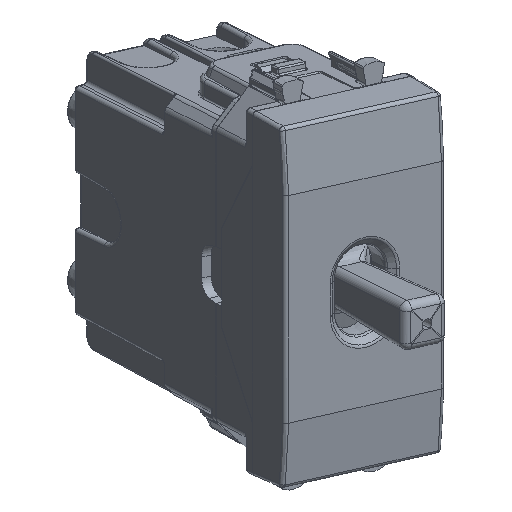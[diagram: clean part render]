
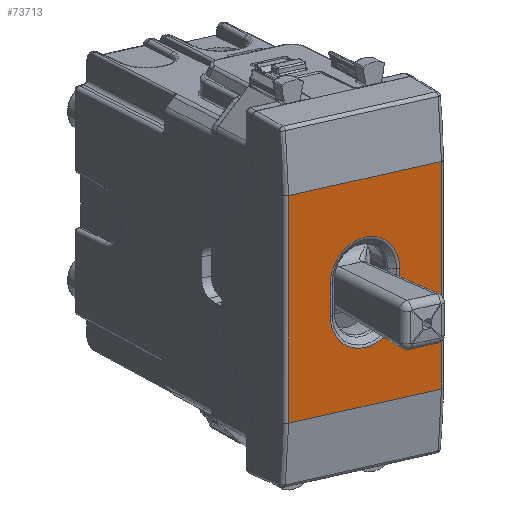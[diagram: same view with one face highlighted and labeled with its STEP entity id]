
A CAD part, top view. The second image highlights one B-rep face of the part: STEP entity #73713.
In plain terms, the highlighted face is planar.
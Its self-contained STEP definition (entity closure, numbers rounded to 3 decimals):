
#72274=CARTESIAN_POINT('Line Origine',(0.,13.989,13.25)) ;
#72278=CARTESIAN_POINT('Vertex',(-10.569,13.989,13.25)) ;
#72280=CARTESIAN_POINT('Vertex',(10.569,13.989,13.25)) ;
#72478=CARTESIAN_POINT('Line Origine',(0.,-13.989,13.25)) ;
#72482=CARTESIAN_POINT('Vertex',(-10.569,-13.989,13.25)) ;
#72484=CARTESIAN_POINT('Vertex',(10.569,-13.989,13.25)) ;
#72575=CARTESIAN_POINT('Line Origine',(10.569,0.,13.25)) ;
#72748=CARTESIAN_POINT('Line Origine',(-10.569,0.,13.25)) ;
#73668=CARTESIAN_POINT('Axis2P3D Location',(0.,-13.989,13.25)) ;
#73679=CARTESIAN_POINT('Line Origine',(4.788,0.,13.25)) ;
#73683=CARTESIAN_POINT('Vertex',(4.788,2.,13.25)) ;
#73685=CARTESIAN_POINT('Vertex',(4.788,-2.,13.25)) ;
#73688=CARTESIAN_POINT('Axis2P3D Location',(0.,-2.,13.25)) ;
#73692=CARTESIAN_POINT('Vertex',(-4.788,-2.,13.25)) ;
#73695=CARTESIAN_POINT('Line Origine',(-4.788,0.,13.25)) ;
#73699=CARTESIAN_POINT('Vertex',(-4.788,2.,13.25)) ;
#73702=CARTESIAN_POINT('Axis2P3D Location',(0.,2.,13.25)) ;
#72275=DIRECTION('Vector Direction',(1.,0.,0.)) ;
#72479=DIRECTION('Vector Direction',(1.,0.,0.)) ;
#72576=DIRECTION('Vector Direction',(0.,1.,0.)) ;
#72749=DIRECTION('Vector Direction',(0.,1.,0.)) ;
#73669=DIRECTION('Axis2P3D Direction',(0.,0.,-1.)) ;
#73670=DIRECTION('Axis2P3D XDirection',(0.,1.,0.)) ;
#73680=DIRECTION('Vector Direction',(0.,1.,0.)) ;
#73689=DIRECTION('Axis2P3D Direction',(0.,0.,-1.)) ;
#73696=DIRECTION('Vector Direction',(0.,-1.,0.)) ;
#73703=DIRECTION('Axis2P3D Direction',(0.,0.,-1.)) ;
#73671=AXIS2_PLACEMENT_3D('Plane Axis2P3D',#73668,#73669,#73670) ;
#73690=AXIS2_PLACEMENT_3D('Circle Axis2P3D',#73688,#73689,$) ;
#73704=AXIS2_PLACEMENT_3D('Circle Axis2P3D',#73702,#73703,$) ;
#73674=ORIENTED_EDGE('',*,*,#72486,.T.) ;
#73675=ORIENTED_EDGE('',*,*,#72579,.T.) ;
#73676=ORIENTED_EDGE('',*,*,#72282,.F.) ;
#73677=ORIENTED_EDGE('',*,*,#72752,.T.) ;
#73708=ORIENTED_EDGE('',*,*,#73687,.T.) ;
#73709=ORIENTED_EDGE('',*,*,#73694,.T.) ;
#73710=ORIENTED_EDGE('',*,*,#73701,.T.) ;
#73711=ORIENTED_EDGE('',*,*,#73706,.T.) ;
#73712=FACE_BOUND('',#73707,.T.) ;
#72276=VECTOR('Line Direction',#72275,1.) ;
#72480=VECTOR('Line Direction',#72479,1.) ;
#72577=VECTOR('Line Direction',#72576,1.) ;
#72750=VECTOR('Line Direction',#72749,1.) ;
#73681=VECTOR('Line Direction',#73680,1.) ;
#73697=VECTOR('Line Direction',#73696,1.) ;
#73713=ADVANCED_FACE('PartBody',(#73678,#73712),#73672,.F.) ;
#73691=CIRCLE('generated circle',#73690,4.788) ;
#73705=CIRCLE('generated circle',#73704,4.788) ;
#72282=EDGE_CURVE('',#72279,#72281,#72277,.T.) ;
#72486=EDGE_CURVE('',#72483,#72485,#72481,.T.) ;
#72579=EDGE_CURVE('',#72485,#72281,#72578,.T.) ;
#72752=EDGE_CURVE('',#72279,#72483,#72751,.F.) ;
#73687=EDGE_CURVE('',#73684,#73686,#73682,.F.) ;
#73694=EDGE_CURVE('',#73686,#73693,#73691,.T.) ;
#73701=EDGE_CURVE('',#73693,#73700,#73698,.F.) ;
#73706=EDGE_CURVE('',#73700,#73684,#73705,.T.) ;
#73673=EDGE_LOOP('',(#73674,#73675,#73676,#73677)) ;
#73707=EDGE_LOOP('',(#73708,#73709,#73710,#73711)) ;
#73678=FACE_OUTER_BOUND('',#73673,.T.) ;
#72277=LINE('Line',#72274,#72276) ;
#72481=LINE('Line',#72478,#72480) ;
#72578=LINE('Line',#72575,#72577) ;
#72751=LINE('Line',#72748,#72750) ;
#73682=LINE('Line',#73679,#73681) ;
#73698=LINE('Line',#73695,#73697) ;
#73672=PLANE('',#73671) ;
#72279=VERTEX_POINT('',#72278) ;
#72281=VERTEX_POINT('',#72280) ;
#72483=VERTEX_POINT('',#72482) ;
#72485=VERTEX_POINT('',#72484) ;
#73684=VERTEX_POINT('',#73683) ;
#73686=VERTEX_POINT('',#73685) ;
#73693=VERTEX_POINT('',#73692) ;
#73700=VERTEX_POINT('',#73699) ;
